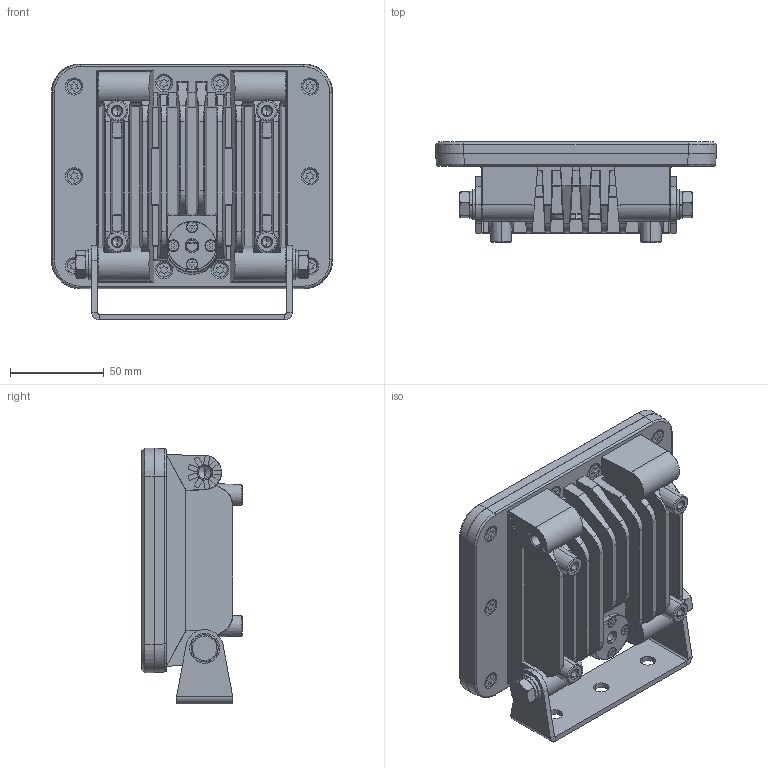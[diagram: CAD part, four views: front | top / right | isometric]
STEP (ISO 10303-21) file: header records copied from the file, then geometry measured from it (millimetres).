
FILE_DESCRIPTION (( 'STEP AP203' ), '1' );
FILE_NAME ('DK150910DD01.STEP', '2018-04-23T09:09:51', ( '' ), ( '' ), 'SwSTEP 2.0', 'SolidWorks 2017', '' );
FILE_SCHEMA (( 'CONFIG_CONTROL_DESIGN' ));
Length unit declared in the file: millimetre
Products named in the file (1): DK150910DD01
Bounding box: 150 x 53.5 x 136.69 mm (x, y, z)
Volume: 417431 mm3; surface area: 163210.3 mm2
Topology: 2 solids, 82 shells, 2438 faces, 6015 edges, 3797 vertices
Faces by surface type: plane 1077, cylinder 772, cone 297, bspline 194, torus 86, sphere 12
Entity records: 76322 total; most frequent: CARTESIAN_POINT 19184, DIRECTION 11930, ORIENTED_EDGE 11902, EDGE_CURVE 5951, AXIS2_PLACEMENT_3D 4295, VERTEX_POINT 3797, VECTOR 3340, LINE 3340
